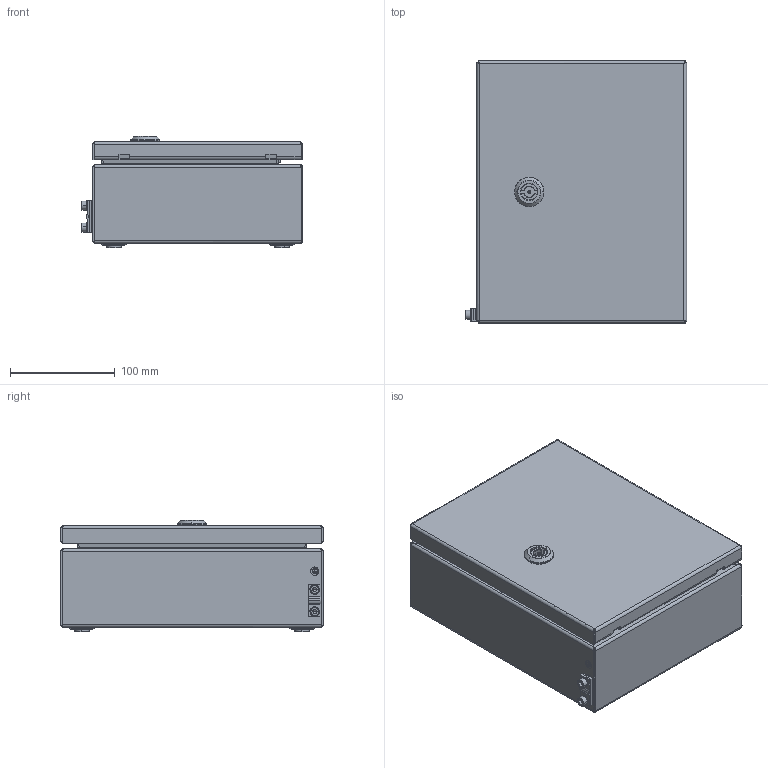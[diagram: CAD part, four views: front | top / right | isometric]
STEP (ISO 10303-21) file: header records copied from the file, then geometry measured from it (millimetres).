
FILE_DESCRIPTION (( 'STEP AP214' ), '1' );
FILE_NAME ('34002209.STEP', '2017-12-14T11:00:42', ( 'Admin' ), ( 'Hewlett-Packard Company' ), 'SwSTEP 2.0', 'SolidWorks 2017', '' );
FILE_SCHEMA (( 'AUTOMOTIVE_DESIGN' ));
Length unit declared in the file: millimetre
Products named in the file (37): 42045_Stift_umgedreht; 420454; 75600; 420453; 92684; 420452; 93238; 56045; 83015; 42137; 95498; 42067; 95947; 86003_Bl.1,25; 42067_Betaetigung; 92081; 42067_O-Ring; 94753; 42067_Federsch; 83160; 42090; 82156; 82204; 93171; 42066; 56061_Ex; 42066_Mutter; 42119; 42066_Geh; 42120_Ex; 93379; 56142_Ex; 42129_Ex; 82410_37002209; 42045; 34002209
Assembly tree (55 placements, depth 5):
  75600
  34002209
    56142_Ex
      42129_Ex
      93379
      56045
        42066
          42066_Geh
          42066_Mutter
        82204
        42090
        42067
          42067_Federsch
          42067_O-Ring
          42067_Betaetigung
          42067
        42137
      42045_Stift_umgedreht
        420452
        420453
        420454
      42045
        420452
        420453
        420454
      82410_37002209
    56061_Ex
      42120_Ex
      42119  x2
    93171  x4
    82156  x4
    83160  x2
    94753  x4
    92081  x4
    86003_Bl.1,25  x2
    95947
    95498
    83015  x2
    93238  x2
    92684
Bounding box: 211 x 250 x 105.83 mm (x, y, z)
Volume: 397423.2 mm3; surface area: 520662 mm2
Topology: 48 solids, 48 shells, 1573 faces, 3754 edges, 2312 vertices
Faces by surface type: cylinder 642, plane 628, bspline 122, torus 80, cone 65, sphere 36
Entity records: 36187 total; most frequent: CARTESIAN_POINT 9595, DIRECTION 5186, ORIENTED_EDGE 5120, EDGE_CURVE 2560, AXIS2_PLACEMENT_3D 1932, VERTEX_POINT 1559, LINE 1322, VECTOR 1322
